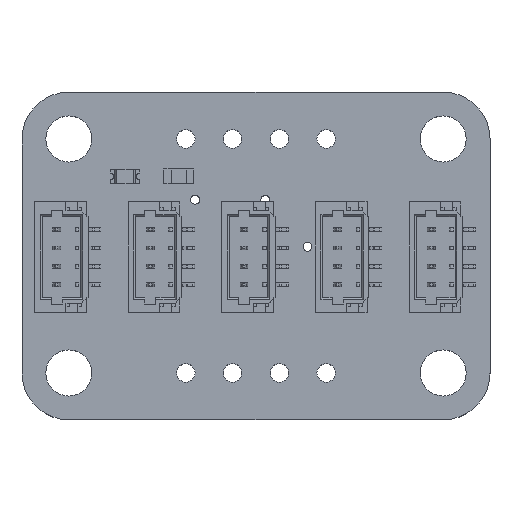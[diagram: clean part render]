
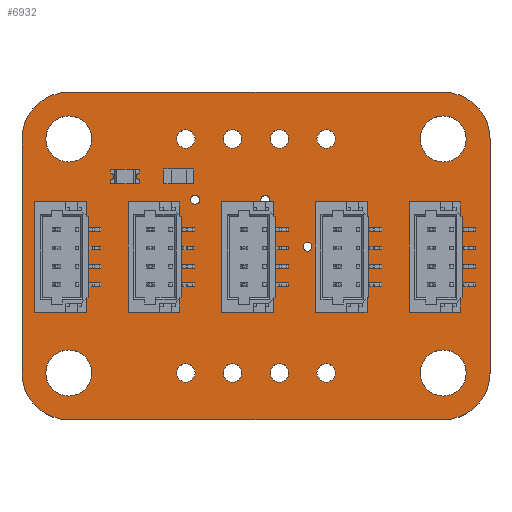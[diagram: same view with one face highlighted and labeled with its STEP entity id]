
A CAD part, top view. The second image highlights one B-rep face of the part: STEP entity #6932.
In plain terms, the highlighted planar face has unit normal (0, 0, 1).
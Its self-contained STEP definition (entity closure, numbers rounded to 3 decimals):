
#77=FACE_BOUND('',#793,.T.);
#78=FACE_BOUND('',#794,.T.);
#79=FACE_BOUND('',#795,.T.);
#80=FACE_BOUND('',#796,.T.);
#81=FACE_BOUND('',#797,.T.);
#82=FACE_BOUND('',#798,.T.);
#83=FACE_BOUND('',#799,.T.);
#84=FACE_BOUND('',#800,.T.);
#85=FACE_BOUND('',#801,.T.);
#86=FACE_BOUND('',#802,.T.);
#87=FACE_BOUND('',#803,.T.);
#88=FACE_BOUND('',#804,.T.);
#89=FACE_BOUND('',#805,.T.);
#90=FACE_BOUND('',#806,.T.);
#91=FACE_BOUND('',#807,.T.);
#92=FACE_BOUND('',#808,.T.);
#93=FACE_BOUND('',#809,.T.);
#124=PLANE('',#7390);
#437=FACE_OUTER_BOUND('',#792,.T.);
#792=EDGE_LOOP('',(#4781,#4782,#4783,#4784,#4785,#4786,#4787,#4788));
#793=EDGE_LOOP('',(#4789));
#794=EDGE_LOOP('',(#4790));
#795=EDGE_LOOP('',(#4791));
#796=EDGE_LOOP('',(#4792));
#797=EDGE_LOOP('',(#4793));
#798=EDGE_LOOP('',(#4794));
#799=EDGE_LOOP('',(#4795));
#800=EDGE_LOOP('',(#4796));
#801=EDGE_LOOP('',(#4797));
#802=EDGE_LOOP('',(#4798));
#803=EDGE_LOOP('',(#4799));
#804=EDGE_LOOP('',(#4800));
#805=EDGE_LOOP('',(#4801));
#806=EDGE_LOOP('',(#4802));
#807=EDGE_LOOP('',(#4803));
#808=EDGE_LOOP('',(#4804));
#809=EDGE_LOOP('',(#4805));
#1184=LINE('',#9772,#2054);
#1188=LINE('',#9784,#2058);
#1192=LINE('',#9796,#2062);
#1196=LINE('',#9808,#2066);
#2054=VECTOR('',#7938,10.);
#2058=VECTOR('',#7950,10.);
#2062=VECTOR('',#7962,10.);
#2066=VECTOR('',#7974,10.);
#2906=CIRCLE('',#7325,0.5);
#2908=CIRCLE('',#7328,0.5);
#2910=CIRCLE('',#7331,0.5);
#2912=CIRCLE('',#7334,0.5);
#2914=CIRCLE('',#7337,1.25);
#2916=CIRCLE('',#7340,1.25);
#2918=CIRCLE('',#7343,0.241);
#2920=CIRCLE('',#7346,0.242);
#2922=CIRCLE('',#7349,0.241);
#2924=CIRCLE('',#7352,0.241);
#2926=CIRCLE('',#7355,1.25);
#2928=CIRCLE('',#7358,1.25);
#2930=CIRCLE('',#7361,0.241);
#2932=CIRCLE('',#7364,0.5);
#2934=CIRCLE('',#7367,0.5);
#2936=CIRCLE('',#7370,0.5);
#2938=CIRCLE('',#7373,0.5);
#2940=CIRCLE('',#7377,2.54);
#2942=CIRCLE('',#7381,2.54);
#2944=CIRCLE('',#7385,2.54);
#2946=CIRCLE('',#7389,2.54);
#3024=VERTEX_POINT('',#9666);
#3026=VERTEX_POINT('',#9672);
#3028=VERTEX_POINT('',#9678);
#3030=VERTEX_POINT('',#9684);
#3032=VERTEX_POINT('',#9690);
#3034=VERTEX_POINT('',#9696);
#3036=VERTEX_POINT('',#9702);
#3038=VERTEX_POINT('',#9708);
#3040=VERTEX_POINT('',#9714);
#3042=VERTEX_POINT('',#9720);
#3044=VERTEX_POINT('',#9726);
#3046=VERTEX_POINT('',#9732);
#3048=VERTEX_POINT('',#9738);
#3050=VERTEX_POINT('',#9744);
#3052=VERTEX_POINT('',#9750);
#3054=VERTEX_POINT('',#9756);
#3056=VERTEX_POINT('',#9762);
#3059=VERTEX_POINT('',#9769);
#3060=VERTEX_POINT('',#9771);
#3062=VERTEX_POINT('',#9777);
#3064=VERTEX_POINT('',#9783);
#3066=VERTEX_POINT('',#9789);
#3068=VERTEX_POINT('',#9795);
#3070=VERTEX_POINT('',#9801);
#3072=VERTEX_POINT('',#9807);
#3687=EDGE_CURVE('',#3024,#3024,#2906,.T.);
#3690=EDGE_CURVE('',#3026,#3026,#2908,.T.);
#3693=EDGE_CURVE('',#3028,#3028,#2910,.T.);
#3696=EDGE_CURVE('',#3030,#3030,#2912,.T.);
#3699=EDGE_CURVE('',#3032,#3032,#2914,.T.);
#3702=EDGE_CURVE('',#3034,#3034,#2916,.T.);
#3705=EDGE_CURVE('',#3036,#3036,#2918,.T.);
#3708=EDGE_CURVE('',#3038,#3038,#2920,.T.);
#3711=EDGE_CURVE('',#3040,#3040,#2922,.T.);
#3714=EDGE_CURVE('',#3042,#3042,#2924,.T.);
#3717=EDGE_CURVE('',#3044,#3044,#2926,.T.);
#3720=EDGE_CURVE('',#3046,#3046,#2928,.T.);
#3723=EDGE_CURVE('',#3048,#3048,#2930,.T.);
#3726=EDGE_CURVE('',#3050,#3050,#2932,.T.);
#3729=EDGE_CURVE('',#3052,#3052,#2934,.T.);
#3732=EDGE_CURVE('',#3054,#3054,#2936,.T.);
#3735=EDGE_CURVE('',#3056,#3056,#2938,.T.);
#3738=EDGE_CURVE('',#3060,#3059,#1184,.T.);
#3741=EDGE_CURVE('',#3062,#3060,#2940,.T.);
#3744=EDGE_CURVE('',#3064,#3062,#1188,.T.);
#3747=EDGE_CURVE('',#3066,#3064,#2942,.T.);
#3750=EDGE_CURVE('',#3068,#3066,#1192,.T.);
#3753=EDGE_CURVE('',#3070,#3068,#2944,.T.);
#3756=EDGE_CURVE('',#3072,#3070,#1196,.T.);
#3759=EDGE_CURVE('',#3059,#3072,#2946,.T.);
#4781=ORIENTED_EDGE('',*,*,#3759,.T.);
#4782=ORIENTED_EDGE('',*,*,#3756,.T.);
#4783=ORIENTED_EDGE('',*,*,#3753,.T.);
#4784=ORIENTED_EDGE('',*,*,#3750,.T.);
#4785=ORIENTED_EDGE('',*,*,#3747,.T.);
#4786=ORIENTED_EDGE('',*,*,#3744,.T.);
#4787=ORIENTED_EDGE('',*,*,#3741,.T.);
#4788=ORIENTED_EDGE('',*,*,#3738,.T.);
#4789=ORIENTED_EDGE('',*,*,#3687,.T.);
#4790=ORIENTED_EDGE('',*,*,#3690,.T.);
#4791=ORIENTED_EDGE('',*,*,#3693,.T.);
#4792=ORIENTED_EDGE('',*,*,#3696,.T.);
#4793=ORIENTED_EDGE('',*,*,#3699,.T.);
#4794=ORIENTED_EDGE('',*,*,#3702,.T.);
#4795=ORIENTED_EDGE('',*,*,#3705,.T.);
#4796=ORIENTED_EDGE('',*,*,#3708,.T.);
#4797=ORIENTED_EDGE('',*,*,#3711,.T.);
#4798=ORIENTED_EDGE('',*,*,#3714,.T.);
#4799=ORIENTED_EDGE('',*,*,#3717,.T.);
#4800=ORIENTED_EDGE('',*,*,#3720,.T.);
#4801=ORIENTED_EDGE('',*,*,#3723,.T.);
#4802=ORIENTED_EDGE('',*,*,#3726,.T.);
#4803=ORIENTED_EDGE('',*,*,#3729,.T.);
#4804=ORIENTED_EDGE('',*,*,#3732,.T.);
#4805=ORIENTED_EDGE('',*,*,#3735,.T.);
#6932=ADVANCED_FACE('',(#437,#77,#78,#79,#80,#81,#82,#83,#84,#85,#86,#87,
#88,#89,#90,#91,#92,#93),#124,.T.);
#7325=AXIS2_PLACEMENT_3D('',#9668,#7820,#7821);
#7328=AXIS2_PLACEMENT_3D('',#9674,#7827,#7828);
#7331=AXIS2_PLACEMENT_3D('',#9680,#7834,#7835);
#7334=AXIS2_PLACEMENT_3D('',#9686,#7841,#7842);
#7337=AXIS2_PLACEMENT_3D('',#9692,#7848,#7849);
#7340=AXIS2_PLACEMENT_3D('',#9698,#7855,#7856);
#7343=AXIS2_PLACEMENT_3D('',#9704,#7862,#7863);
#7346=AXIS2_PLACEMENT_3D('',#9710,#7869,#7870);
#7349=AXIS2_PLACEMENT_3D('',#9716,#7876,#7877);
#7352=AXIS2_PLACEMENT_3D('',#9722,#7883,#7884);
#7355=AXIS2_PLACEMENT_3D('',#9728,#7890,#7891);
#7358=AXIS2_PLACEMENT_3D('',#9734,#7897,#7898);
#7361=AXIS2_PLACEMENT_3D('',#9740,#7904,#7905);
#7364=AXIS2_PLACEMENT_3D('',#9746,#7911,#7912);
#7367=AXIS2_PLACEMENT_3D('',#9752,#7918,#7919);
#7370=AXIS2_PLACEMENT_3D('',#9758,#7925,#7926);
#7373=AXIS2_PLACEMENT_3D('',#9764,#7932,#7933);
#7377=AXIS2_PLACEMENT_3D('',#9778,#7944,#7945);
#7381=AXIS2_PLACEMENT_3D('',#9790,#7956,#7957);
#7385=AXIS2_PLACEMENT_3D('',#9802,#7968,#7969);
#7389=AXIS2_PLACEMENT_3D('',#9812,#7980,#7981);
#7390=AXIS2_PLACEMENT_3D('',#9813,#7982,#7983);
#7820=DIRECTION('center_axis',(0.,0.,-1.));
#7821=DIRECTION('ref_axis',(1.,0.,0.));
#7827=DIRECTION('center_axis',(0.,0.,-1.));
#7828=DIRECTION('ref_axis',(1.,0.,0.));
#7834=DIRECTION('center_axis',(0.,0.,-1.));
#7835=DIRECTION('ref_axis',(1.,0.,0.));
#7841=DIRECTION('center_axis',(0.,0.,-1.));
#7842=DIRECTION('ref_axis',(1.,0.,0.));
#7848=DIRECTION('center_axis',(0.,0.,-1.));
#7849=DIRECTION('ref_axis',(1.,0.,0.));
#7855=DIRECTION('center_axis',(0.,0.,-1.));
#7856=DIRECTION('ref_axis',(1.,0.,0.));
#7862=DIRECTION('center_axis',(0.,0.,-1.));
#7863=DIRECTION('ref_axis',(1.,0.,0.));
#7869=DIRECTION('center_axis',(0.,0.,-1.));
#7870=DIRECTION('ref_axis',(1.,0.,0.));
#7876=DIRECTION('center_axis',(0.,0.,-1.));
#7877=DIRECTION('ref_axis',(1.,0.,0.));
#7883=DIRECTION('center_axis',(0.,0.,-1.));
#7884=DIRECTION('ref_axis',(1.,0.,0.));
#7890=DIRECTION('center_axis',(0.,0.,-1.));
#7891=DIRECTION('ref_axis',(1.,0.,0.));
#7897=DIRECTION('center_axis',(0.,0.,-1.));
#7898=DIRECTION('ref_axis',(1.,0.,0.));
#7904=DIRECTION('center_axis',(0.,0.,-1.));
#7905=DIRECTION('ref_axis',(1.,0.,0.));
#7911=DIRECTION('center_axis',(0.,0.,-1.));
#7912=DIRECTION('ref_axis',(1.,0.,0.));
#7918=DIRECTION('center_axis',(0.,0.,-1.));
#7919=DIRECTION('ref_axis',(1.,0.,0.));
#7925=DIRECTION('center_axis',(0.,0.,-1.));
#7926=DIRECTION('ref_axis',(1.,0.,0.));
#7932=DIRECTION('center_axis',(0.,0.,-1.));
#7933=DIRECTION('ref_axis',(1.,0.,0.));
#7938=DIRECTION('',(-1.,0.,0.));
#7944=DIRECTION('center_axis',(0.,0.,1.));
#7945=DIRECTION('ref_axis',(1.,0.,0.));
#7950=DIRECTION('',(0.,1.,0.));
#7956=DIRECTION('center_axis',(0.,0.,1.));
#7957=DIRECTION('ref_axis',(0.,-1.,0.));
#7962=DIRECTION('',(1.,0.,0.));
#7968=DIRECTION('center_axis',(0.,0.,1.));
#7969=DIRECTION('ref_axis',(-1.,0.,0.));
#7974=DIRECTION('',(0.,-1.,0.));
#7980=DIRECTION('center_axis',(0.,0.,1.));
#7981=DIRECTION('ref_axis',(0.,1.,0.));
#7982=DIRECTION('center_axis',(0.,0.,1.));
#7983=DIRECTION('ref_axis',(1.,0.,0.));
#9666=CARTESIAN_POINT('',(13.47,2.54,1.57));
#9668=CARTESIAN_POINT('Origin',(13.97,2.54,1.57));
#9672=CARTESIAN_POINT('',(8.39,2.54,1.57));
#9674=CARTESIAN_POINT('Origin',(8.89,2.54,1.57));
#9678=CARTESIAN_POINT('',(10.93,15.24,1.57));
#9680=CARTESIAN_POINT('Origin',(11.43,15.24,1.57));
#9684=CARTESIAN_POINT('',(16.01,15.24,1.57));
#9686=CARTESIAN_POINT('Origin',(16.51,15.24,1.57));
#9690=CARTESIAN_POINT('',(21.61,2.54,1.57));
#9692=CARTESIAN_POINT('Origin',(22.86,2.54,1.57));
#9696=CARTESIAN_POINT('',(21.61,15.24,1.57));
#9698=CARTESIAN_POINT('Origin',(22.86,15.24,1.57));
#9702=CARTESIAN_POINT('',(9.157,11.938,1.57));
#9704=CARTESIAN_POINT('Origin',(9.398,11.938,1.57));
#9708=CARTESIAN_POINT('',(12.967,11.938,1.57));
#9710=CARTESIAN_POINT('Origin',(13.208,11.938,1.57));
#9714=CARTESIAN_POINT('',(15.253,9.39,1.57));
#9716=CARTESIAN_POINT('Origin',(15.494,9.39,1.57));
#9720=CARTESIAN_POINT('',(16.777,8.39,1.57));
#9722=CARTESIAN_POINT('Origin',(17.018,8.39,1.57));
#9726=CARTESIAN_POINT('',(1.29,15.24,1.57));
#9728=CARTESIAN_POINT('Origin',(2.54,15.24,1.57));
#9732=CARTESIAN_POINT('',(1.29,2.54,1.57));
#9734=CARTESIAN_POINT('Origin',(2.54,2.54,1.57));
#9738=CARTESIAN_POINT('',(11.062,9.39,1.57));
#9740=CARTESIAN_POINT('Origin',(11.303,9.39,1.57));
#9744=CARTESIAN_POINT('',(13.47,15.24,1.57));
#9746=CARTESIAN_POINT('Origin',(13.97,15.24,1.57));
#9750=CARTESIAN_POINT('',(8.39,15.24,1.57));
#9752=CARTESIAN_POINT('Origin',(8.89,15.24,1.57));
#9756=CARTESIAN_POINT('',(10.93,2.54,1.57));
#9758=CARTESIAN_POINT('Origin',(11.43,2.54,1.57));
#9762=CARTESIAN_POINT('',(16.01,2.54,1.57));
#9764=CARTESIAN_POINT('Origin',(16.51,2.54,1.57));
#9769=CARTESIAN_POINT('',(2.54,17.78,1.57));
#9771=CARTESIAN_POINT('',(22.86,17.78,1.57));
#9772=CARTESIAN_POINT('',(22.86,17.78,1.57));
#9777=CARTESIAN_POINT('',(25.4,15.24,1.57));
#9778=CARTESIAN_POINT('Origin',(22.86,15.24,1.57));
#9783=CARTESIAN_POINT('',(25.4,2.54,1.57));
#9784=CARTESIAN_POINT('',(25.4,2.54,1.57));
#9789=CARTESIAN_POINT('',(22.86,0.,1.57));
#9790=CARTESIAN_POINT('Origin',(22.86,2.54,1.57));
#9795=CARTESIAN_POINT('',(2.54,0.,1.57));
#9796=CARTESIAN_POINT('',(2.54,0.,1.57));
#9801=CARTESIAN_POINT('',(0.,2.54,1.57));
#9802=CARTESIAN_POINT('Origin',(2.54,2.54,1.57));
#9807=CARTESIAN_POINT('',(0.,15.24,1.57));
#9808=CARTESIAN_POINT('',(0.,15.24,1.57));
#9812=CARTESIAN_POINT('Origin',(2.54,15.24,1.57));
#9813=CARTESIAN_POINT('Origin',(12.7,8.89,1.57));
